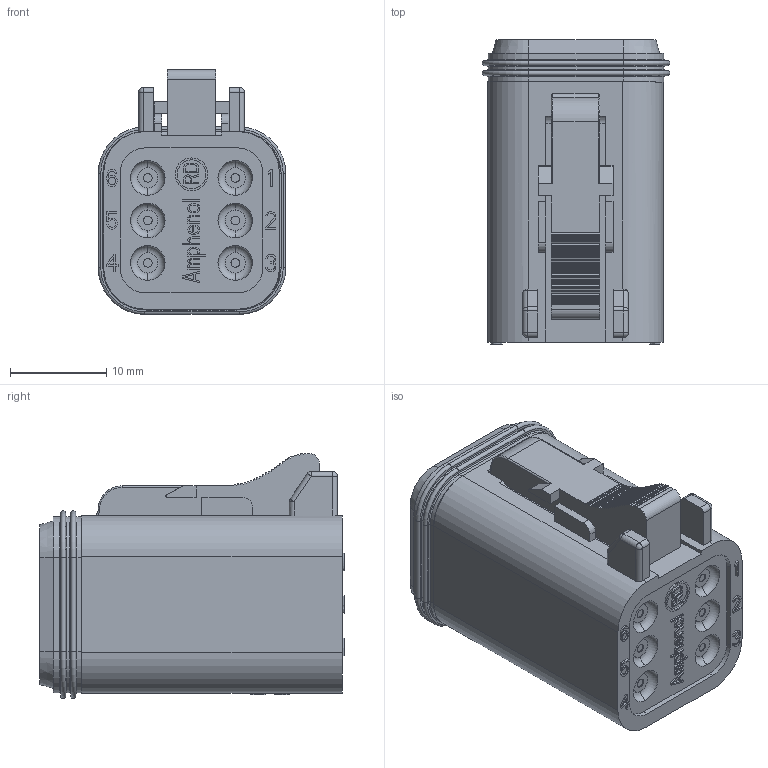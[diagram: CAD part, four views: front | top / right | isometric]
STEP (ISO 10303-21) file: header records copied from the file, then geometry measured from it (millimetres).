
FILE_DESCRIPTION((''),'2;1');
FILE_NAME('C-AT06-6S-RD01_3D','2016-04-22T',('Jony.xie'),(''),'PRO/ENGINEER BY PARAMETRIC TECHNOLOGY CORPORATION, 2013230','PRO/ENGINEER BY PARAMETRIC TECHNOLOGY CORPORATION, 2013230','');
FILE_SCHEMA(('CONFIG_CONTROL_DESIGN'));
Length unit declared in the file: millimetre
Products named in the file (1): C-AT06-6S-RD01_3D
Bounding box: 19.5 x 31.65 x 25.46 mm (x, y, z)
Volume: 10337.8 mm3; surface area: 3370.1 mm2
Topology: 1 solids, 1 shells, 1208 faces, 3387 edges, 2242 vertices
Faces by surface type: plane 1042, cylinder 116, torus 40, sphere 6, cone 4
Entity records: 38356 total; most frequent: CARTESIAN_POINT 6874, ORIENTED_EDGE 6762, DIRECTION 6123, EDGE_CURVE 3381, VECTOR 3039, LINE 3039, VERTEX_POINT 2242, AXIS2_PLACEMENT_3D 1542
